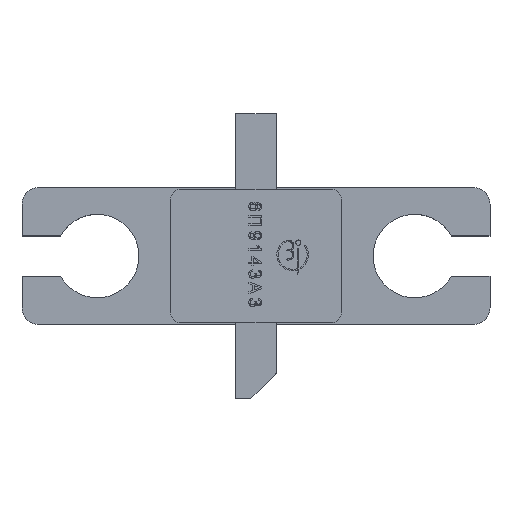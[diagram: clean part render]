
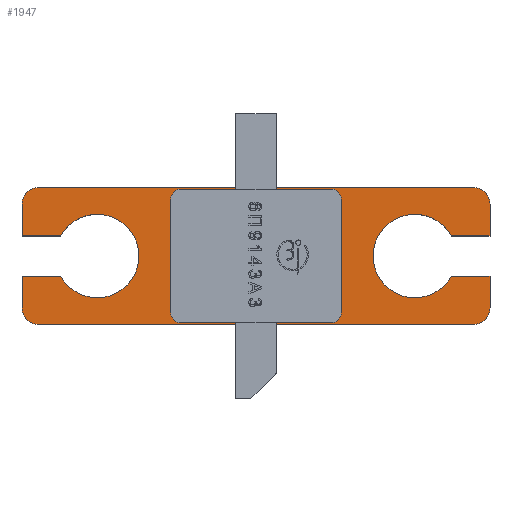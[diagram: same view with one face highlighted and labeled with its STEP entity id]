
A CAD part, top view. The second image highlights one B-rep face of the part: STEP entity #1947.
In plain terms, the highlighted planar face has unit normal (0, 0, 1).
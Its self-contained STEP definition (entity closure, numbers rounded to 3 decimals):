
#1947=ADVANCED_FACE('',(#3605,#3607),#3609,.F.);
#3605=FACE_BOUND('',#3606,.T.);
#3606=EDGE_LOOP('',(#5326,#5327,#5328,#5329,#5330,#5331,#5332,#5333,#5334,#5335,
#5336,#5337,#5338,#5339,#5340,#5341));
#3607=FACE_BOUND('',#3608,.T.);
#3608=EDGE_LOOP('',(#5342,#5343,#5344,#5345,#5346,#5347,#5348,#5349));
#3609=PLANE('',#3610);
#3610=AXIS2_PLACEMENT_3D('',#3611,#3612,#3613);
#3611=CARTESIAN_POINT('',(0.,0.,0.));
#3612=DIRECTION('',(0.,0.,-1.));
#3613=DIRECTION('',(-1.,0.,0.));
#5326=ORIENTED_EDGE('',*,*,#6071,.F.);
#5327=ORIENTED_EDGE('',*,*,#6072,.F.);
#5328=ORIENTED_EDGE('',*,*,#6073,.F.);
#5329=ORIENTED_EDGE('',*,*,#6074,.F.);
#5330=ORIENTED_EDGE('',*,*,#6075,.F.);
#5331=ORIENTED_EDGE('',*,*,#6076,.F.);
#5332=ORIENTED_EDGE('',*,*,#6077,.F.);
#5333=ORIENTED_EDGE('',*,*,#6078,.F.);
#5334=ORIENTED_EDGE('',*,*,#6079,.F.);
#5335=ORIENTED_EDGE('',*,*,#6080,.F.);
#5336=ORIENTED_EDGE('',*,*,#6081,.F.);
#5337=ORIENTED_EDGE('',*,*,#6082,.F.);
#5338=ORIENTED_EDGE('',*,*,#6083,.F.);
#5339=ORIENTED_EDGE('',*,*,#6084,.F.);
#5340=ORIENTED_EDGE('',*,*,#6085,.F.);
#5341=ORIENTED_EDGE('',*,*,#6086,.F.);
#5342=ORIENTED_EDGE('',*,*,#6060,.F.);
#5343=ORIENTED_EDGE('',*,*,#6058,.F.);
#5344=ORIENTED_EDGE('',*,*,#6056,.F.);
#5345=ORIENTED_EDGE('',*,*,#6054,.F.);
#5346=ORIENTED_EDGE('',*,*,#6047,.F.);
#5347=ORIENTED_EDGE('',*,*,#6070,.F.);
#5348=ORIENTED_EDGE('',*,*,#6068,.F.);
#5349=ORIENTED_EDGE('',*,*,#6066,.F.);
#6047=EDGE_CURVE('',#7093,#7094,#7095,.F.);
#6054=EDGE_CURVE('',#7094,#7106,#7107,.T.);
#6056=EDGE_CURVE('',#7106,#7109,#7110,.F.);
#6058=EDGE_CURVE('',#7109,#7112,#7113,.T.);
#6060=EDGE_CURVE('',#7112,#7115,#7116,.F.);
#6066=EDGE_CURVE('',#7115,#7126,#7127,.T.);
#6068=EDGE_CURVE('',#7126,#7129,#7130,.F.);
#6070=EDGE_CURVE('',#7129,#7093,#7132,.T.);
#6071=EDGE_CURVE('',#7133,#7134,#7135,.T.);
#6072=EDGE_CURVE('',#7136,#7133,#7137,.T.);
#6073=EDGE_CURVE('',#7138,#7136,#7139,.T.);
#6074=EDGE_CURVE('',#7140,#7138,#7141,.T.);
#6075=EDGE_CURVE('',#7142,#7140,#7143,.T.);
#6076=EDGE_CURVE('',#7144,#7142,#7145,.T.);
#6077=EDGE_CURVE('',#7146,#7144,#7147,.T.);
#6078=EDGE_CURVE('',#7148,#7146,#7149,.T.);
#6079=EDGE_CURVE('',#7150,#7148,#7151,.T.);
#6080=EDGE_CURVE('',#7152,#7150,#7153,.T.);
#6081=EDGE_CURVE('',#7154,#7152,#7155,.T.);
#6082=EDGE_CURVE('',#7156,#7154,#7157,.T.);
#6083=EDGE_CURVE('',#7158,#7156,#7159,.T.);
#6084=EDGE_CURVE('',#7160,#7158,#7161,.T.);
#6085=EDGE_CURVE('',#7162,#7160,#7163,.T.);
#6086=EDGE_CURVE('',#7134,#7162,#7164,.T.);
#7093=VERTEX_POINT('',#9373);
#7094=VERTEX_POINT('',#9374);
#7095=LINE('',#9375,#9376);
#7106=VERTEX_POINT('',#9400);
#7107=CIRCLE('',#9401,0.3);
#7109=VERTEX_POINT('',#9408);
#7110=LINE('',#9409,#9410);
#7112=VERTEX_POINT('',#9415);
#7113=CIRCLE('',#9416,0.3);
#7115=VERTEX_POINT('',#9423);
#7116=LINE('',#9424,#9425);
#7126=VERTEX_POINT('',#9446);
#7127=CIRCLE('',#9447,0.3);
#7129=VERTEX_POINT('',#9454);
#7130=LINE('',#9455,#9456);
#7132=CIRCLE('',#9461,0.3);
#7133=VERTEX_POINT('',#9465);
#7134=VERTEX_POINT('',#9466);
#7135=LINE('',#9467,#9468);
#7136=VERTEX_POINT('',#9470);
#7137=LINE('',#9471,#9472);
#7138=VERTEX_POINT('',#9474);
#7139=CIRCLE('',#9475,1.25);
#7140=VERTEX_POINT('',#9479);
#7141=LINE('',#9480,#9481);
#7142=VERTEX_POINT('',#9483);
#7143=LINE('',#9484,#9485);
#7144=VERTEX_POINT('',#9487);
#7145=CIRCLE('',#9488,0.5);
#7146=VERTEX_POINT('',#9492);
#7147=LINE('',#9493,#9494);
#7148=VERTEX_POINT('',#9496);
#7149=CIRCLE('',#9497,0.5);
#7150=VERTEX_POINT('',#9501);
#7151=LINE('',#9502,#9503);
#7152=VERTEX_POINT('',#9505);
#7153=LINE('',#9506,#9507);
#7154=VERTEX_POINT('',#9509);
#7155=CIRCLE('',#9510,1.25);
#7156=VERTEX_POINT('',#9514);
#7157=LINE('',#9515,#9516);
#7158=VERTEX_POINT('',#9518);
#7159=LINE('',#9519,#9520);
#7160=VERTEX_POINT('',#9522);
#7161=CIRCLE('',#9523,0.5);
#7162=VERTEX_POINT('',#9527);
#7163=LINE('',#9528,#9529);
#7164=CIRCLE('',#9531,0.5);
#9373=CARTESIAN_POINT('',(-2.25,-2.,0.));
#9374=CARTESIAN_POINT('',(2.25,-2.,0.));
#9375=CARTESIAN_POINT('',(2.25,-2.,0.));
#9376=VECTOR('',#9377,1.);
#9377=DIRECTION('',(-1.,0.,0.));
#9400=CARTESIAN_POINT('',(2.55,-1.7,0.));
#9401=AXIS2_PLACEMENT_3D('',#9402,#9403,#9404);
#9402=CARTESIAN_POINT('',(2.25,-1.7,0.));
#9403=DIRECTION('',(0.,0.,1.));
#9404=DIRECTION('',(0.,-1.,0.));
#9408=CARTESIAN_POINT('',(2.55,1.7,0.));
#9409=CARTESIAN_POINT('',(2.55,1.7,0.));
#9410=VECTOR('',#9411,1.);
#9411=DIRECTION('',(0.,-1.,0.));
#9415=CARTESIAN_POINT('',(2.25,2.,0.));
#9416=AXIS2_PLACEMENT_3D('',#9417,#9418,#9419);
#9417=CARTESIAN_POINT('',(2.25,1.7,0.));
#9418=DIRECTION('',(0.,0.,1.));
#9419=DIRECTION('',(1.,0.,0.));
#9423=CARTESIAN_POINT('',(-2.25,2.,0.));
#9424=CARTESIAN_POINT('',(-2.25,2.,0.));
#9425=VECTOR('',#9426,1.);
#9426=DIRECTION('',(1.,0.,0.));
#9446=CARTESIAN_POINT('',(-2.55,1.7,0.));
#9447=AXIS2_PLACEMENT_3D('',#9448,#9449,#9450);
#9448=CARTESIAN_POINT('',(-2.25,1.7,0.));
#9449=DIRECTION('',(0.,0.,1.));
#9450=DIRECTION('',(0.,1.,0.));
#9454=CARTESIAN_POINT('',(-2.55,-1.7,0.));
#9455=CARTESIAN_POINT('',(-2.55,-1.7,0.));
#9456=VECTOR('',#9457,1.);
#9457=DIRECTION('',(0.,1.,0.));
#9461=AXIS2_PLACEMENT_3D('',#9462,#9463,#9464);
#9462=CARTESIAN_POINT('',(-2.25,-1.7,0.));
#9463=DIRECTION('',(0.,0.,1.));
#9464=DIRECTION('',(-1.,0.,0.));
#9465=CARTESIAN_POINT('',(-7.,0.6,0.));
#9466=CARTESIAN_POINT('',(-7.,1.55,0.));
#9467=CARTESIAN_POINT('',(-7.,0.6,0.));
#9468=VECTOR('',#9469,1.);
#9469=DIRECTION('',(0.,1.,0.));
#9470=CARTESIAN_POINT('',(-5.847,0.6,0.));
#9471=CARTESIAN_POINT('',(-5.847,0.6,0.));
#9472=VECTOR('',#9473,1.);
#9473=DIRECTION('',(-1.,0.,0.));
#9474=CARTESIAN_POINT('',(-5.847,-0.6,0.));
#9475=AXIS2_PLACEMENT_3D('',#9476,#9477,#9478);
#9476=CARTESIAN_POINT('',(-4.75,0.,0.));
#9477=DIRECTION('',(0.,0.,1.));
#9478=DIRECTION('',(-0.877,-0.48,0.));
#9479=CARTESIAN_POINT('',(-7.,-0.6,0.));
#9480=CARTESIAN_POINT('',(-7.,-0.6,0.));
#9481=VECTOR('',#9482,1.);
#9482=DIRECTION('',(1.,0.,0.));
#9483=CARTESIAN_POINT('',(-7.,-1.55,0.));
#9484=CARTESIAN_POINT('',(-7.,-1.55,0.));
#9485=VECTOR('',#9486,1.);
#9486=DIRECTION('',(0.,1.,0.));
#9487=CARTESIAN_POINT('',(-6.5,-2.05,0.));
#9488=AXIS2_PLACEMENT_3D('',#9489,#9490,#9491);
#9489=CARTESIAN_POINT('',(-6.5,-1.55,0.));
#9490=DIRECTION('',(0.,0.,-1.));
#9491=DIRECTION('',(0.,-1.,0.));
#9492=CARTESIAN_POINT('',(6.5,-2.05,0.));
#9493=CARTESIAN_POINT('',(6.5,-2.05,0.));
#9494=VECTOR('',#9495,1.);
#9495=DIRECTION('',(-1.,0.,0.));
#9496=CARTESIAN_POINT('',(7.,-1.55,0.));
#9497=AXIS2_PLACEMENT_3D('',#9498,#9499,#9500);
#9498=CARTESIAN_POINT('',(6.5,-1.55,0.));
#9499=DIRECTION('',(0.,0.,-1.));
#9500=DIRECTION('',(1.,0.,0.));
#9501=CARTESIAN_POINT('',(7.,-0.6,0.));
#9502=CARTESIAN_POINT('',(7.,-0.6,0.));
#9503=VECTOR('',#9504,1.);
#9504=DIRECTION('',(0.,-1.,0.));
#9505=CARTESIAN_POINT('',(5.847,-0.6,0.));
#9506=CARTESIAN_POINT('',(5.847,-0.6,0.));
#9507=VECTOR('',#9508,1.);
#9508=DIRECTION('',(1.,0.,0.));
#9509=CARTESIAN_POINT('',(5.847,0.6,0.));
#9510=AXIS2_PLACEMENT_3D('',#9511,#9512,#9513);
#9511=CARTESIAN_POINT('',(4.75,0.,0.));
#9512=DIRECTION('',(0.,0.,1.));
#9513=DIRECTION('',(0.877,0.48,0.));
#9514=CARTESIAN_POINT('',(7.,0.6,0.));
#9515=CARTESIAN_POINT('',(7.,0.6,0.));
#9516=VECTOR('',#9517,1.);
#9517=DIRECTION('',(-1.,0.,0.));
#9518=CARTESIAN_POINT('',(7.,1.55,0.));
#9519=CARTESIAN_POINT('',(7.,1.55,0.));
#9520=VECTOR('',#9521,1.);
#9521=DIRECTION('',(0.,-1.,0.));
#9522=CARTESIAN_POINT('',(6.5,2.05,0.));
#9523=AXIS2_PLACEMENT_3D('',#9524,#9525,#9526);
#9524=CARTESIAN_POINT('',(6.5,1.55,0.));
#9525=DIRECTION('',(0.,0.,-1.));
#9526=DIRECTION('',(0.,1.,0.));
#9527=CARTESIAN_POINT('',(-6.5,2.05,0.));
#9528=CARTESIAN_POINT('',(-6.5,2.05,0.));
#9529=VECTOR('',#9530,1.);
#9530=DIRECTION('',(1.,0.,0.));
#9531=AXIS2_PLACEMENT_3D('',#9532,#9533,#9534);
#9532=CARTESIAN_POINT('',(-6.5,1.55,0.));
#9533=DIRECTION('',(0.,0.,-1.));
#9534=DIRECTION('',(-1.,0.,0.));
